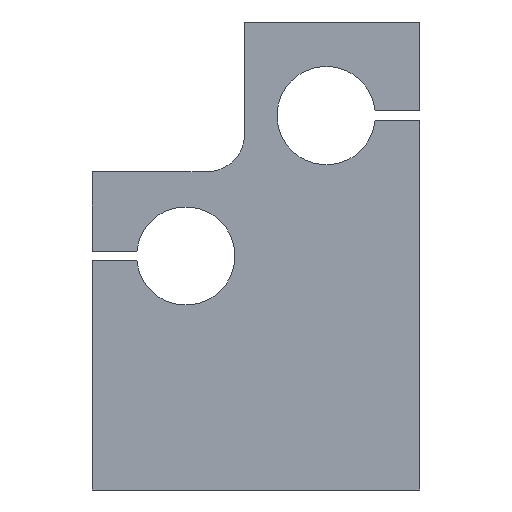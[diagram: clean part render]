
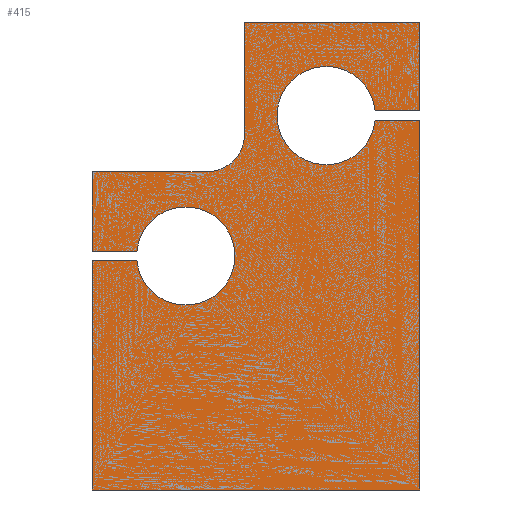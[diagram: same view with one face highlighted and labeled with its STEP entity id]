
A CAD part, front view. The second image highlights one B-rep face of the part: STEP entity #415.
In plain terms, the highlighted planar face has unit normal (0, -1, 0).
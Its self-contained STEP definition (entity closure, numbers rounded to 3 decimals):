
#37=PLANE('',#460);
#41=LINE('',#583,#92);
#44=LINE('',#589,#95);
#47=LINE('',#595,#98);
#50=LINE('',#601,#101);
#53=LINE('',#607,#104);
#57=LINE('',#619,#108);
#60=LINE('',#625,#111);
#63=LINE('',#631,#114);
#66=LINE('',#637,#117);
#70=LINE('',#649,#121);
#73=LINE('',#655,#124);
#76=LINE('',#661,#127);
#92=VECTOR('',#477,1000.);
#95=VECTOR('',#482,1000.);
#98=VECTOR('',#487,1000.);
#101=VECTOR('',#492,1000.);
#104=VECTOR('',#497,1000.);
#108=VECTOR('',#509,1000.);
#111=VECTOR('',#514,1000.);
#114=VECTOR('',#519,1000.);
#117=VECTOR('',#524,1000.);
#121=VECTOR('',#536,1000.);
#124=VECTOR('',#541,1000.);
#127=VECTOR('',#546,1000.);
#216=ORIENTED_EDGE('',*,*,#246,.T.);
#217=ORIENTED_EDGE('',*,*,#250,.T.);
#218=ORIENTED_EDGE('',*,*,#253,.T.);
#219=ORIENTED_EDGE('',*,*,#256,.T.);
#220=ORIENTED_EDGE('',*,*,#259,.T.);
#221=ORIENTED_EDGE('',*,*,#262,.T.);
#222=ORIENTED_EDGE('',*,*,#265,.T.);
#223=ORIENTED_EDGE('',*,*,#268,.T.);
#224=ORIENTED_EDGE('',*,*,#271,.T.);
#225=ORIENTED_EDGE('',*,*,#274,.T.);
#226=ORIENTED_EDGE('',*,*,#277,.T.);
#227=ORIENTED_EDGE('',*,*,#280,.T.);
#228=ORIENTED_EDGE('',*,*,#283,.T.);
#229=ORIENTED_EDGE('',*,*,#286,.T.);
#230=ORIENTED_EDGE('',*,*,#289,.T.);
#246=EDGE_CURVE('',#306,#307,#351,.T.);
#250=EDGE_CURVE('',#307,#310,#41,.T.);
#253=EDGE_CURVE('',#310,#312,#44,.T.);
#256=EDGE_CURVE('',#312,#314,#47,.T.);
#259=EDGE_CURVE('',#314,#316,#50,.T.);
#262=EDGE_CURVE('',#316,#318,#53,.T.);
#265=EDGE_CURVE('',#318,#320,#353,.T.);
#268=EDGE_CURVE('',#320,#322,#57,.T.);
#271=EDGE_CURVE('',#322,#324,#60,.T.);
#274=EDGE_CURVE('',#324,#326,#63,.T.);
#277=EDGE_CURVE('',#326,#328,#66,.T.);
#280=EDGE_CURVE('',#328,#330,#355,.T.);
#283=EDGE_CURVE('',#330,#332,#70,.T.);
#286=EDGE_CURVE('',#332,#334,#73,.T.);
#289=EDGE_CURVE('',#334,#306,#76,.T.);
#306=VERTEX_POINT('',#575);
#307=VERTEX_POINT('',#576);
#310=VERTEX_POINT('',#584);
#312=VERTEX_POINT('',#590);
#314=VERTEX_POINT('',#596);
#316=VERTEX_POINT('',#602);
#318=VERTEX_POINT('',#608);
#320=VERTEX_POINT('',#614);
#322=VERTEX_POINT('',#620);
#324=VERTEX_POINT('',#626);
#326=VERTEX_POINT('',#632);
#328=VERTEX_POINT('',#638);
#330=VERTEX_POINT('',#644);
#332=VERTEX_POINT('',#650);
#334=VERTEX_POINT('',#656);
#351=CIRCLE('',#439,5.25);
#353=CIRCLE('',#447,5.25);
#355=CIRCLE('',#454,4.);
#376=EDGE_LOOP('',(#216,#217,#218,#219,#220,#221,#222,#223,#224,#225,#226,
#227,#228,#229,#230));
#394=FACE_BOUND('',#376,.T.);
#415=ADVANCED_FACE('',(#394),#37,.F.);
#439=AXIS2_PLACEMENT_3D('',#574,#469,#470);
#447=AXIS2_PLACEMENT_3D('',#613,#502,#503);
#454=AXIS2_PLACEMENT_3D('',#643,#529,#530);
#460=AXIS2_PLACEMENT_3D('',#664,#550,#551);
#469=DIRECTION('',(0.,1.,0.));
#470=DIRECTION('',(-1.,0.,0.));
#477=DIRECTION('',(-1.,0.,0.));
#482=DIRECTION('',(0.,0.,-1.));
#487=DIRECTION('',(1.,0.,0.));
#492=DIRECTION('',(0.,0.,1.));
#497=DIRECTION('',(-1.,0.,0.));
#502=DIRECTION('',(0.,1.,0.));
#503=DIRECTION('',(1.,0.,0.));
#509=DIRECTION('',(1.,0.,0.));
#514=DIRECTION('',(0.,0.,1.));
#519=DIRECTION('',(-1.,0.,0.));
#524=DIRECTION('',(0.,0.,-1.));
#529=DIRECTION('',(0.,1.,0.));
#530=DIRECTION('',(0.,0.,1.));
#536=DIRECTION('',(-1.,0.,0.));
#541=DIRECTION('',(0.,0.,-1.));
#546=DIRECTION('',(1.,0.,0.));
#550=DIRECTION('',(0.,1.,0.));
#551=DIRECTION('',(0.,0.,1.));
#574=CARTESIAN_POINT('',(11.08,32.099,0.));
#575=CARTESIAN_POINT('',(5.854,32.099,0.5));
#576=CARTESIAN_POINT('',(5.854,32.099,-0.5));
#583=CARTESIAN_POINT('',(5.854,32.099,-0.5));
#584=CARTESIAN_POINT('',(1.08,32.099,-0.5));
#589=CARTESIAN_POINT('',(1.08,32.099,-0.5));
#590=CARTESIAN_POINT('',(1.08,32.099,-25.));
#595=CARTESIAN_POINT('',(1.08,32.099,-25.));
#596=CARTESIAN_POINT('',(36.08,32.099,-25.));
#601=CARTESIAN_POINT('',(36.08,32.099,-25.));
#602=CARTESIAN_POINT('',(36.08,32.099,14.5));
#607=CARTESIAN_POINT('',(31.306,32.099,14.5));
#608=CARTESIAN_POINT('',(31.306,32.099,14.5));
#613=CARTESIAN_POINT('',(26.08,32.099,15.));
#614=CARTESIAN_POINT('',(31.306,32.099,15.5));
#619=CARTESIAN_POINT('',(31.306,32.099,15.5));
#620=CARTESIAN_POINT('',(36.08,32.099,15.5));
#625=CARTESIAN_POINT('',(36.08,32.099,15.5));
#626=CARTESIAN_POINT('',(36.08,32.099,25.));
#631=CARTESIAN_POINT('',(36.08,32.099,25.));
#632=CARTESIAN_POINT('',(17.358,32.099,25.));
#637=CARTESIAN_POINT('',(17.358,32.099,13.));
#638=CARTESIAN_POINT('',(17.358,32.099,13.));
#643=CARTESIAN_POINT('',(13.358,32.099,13.));
#644=CARTESIAN_POINT('',(13.358,32.099,9.));
#649=CARTESIAN_POINT('',(13.358,32.099,9.));
#650=CARTESIAN_POINT('',(1.08,32.099,9.));
#655=CARTESIAN_POINT('',(1.08,32.099,9.));
#656=CARTESIAN_POINT('',(1.08,32.099,0.5));
#661=CARTESIAN_POINT('',(5.854,32.099,0.5));
#664=CARTESIAN_POINT('',(11.08,32.099,0.));
